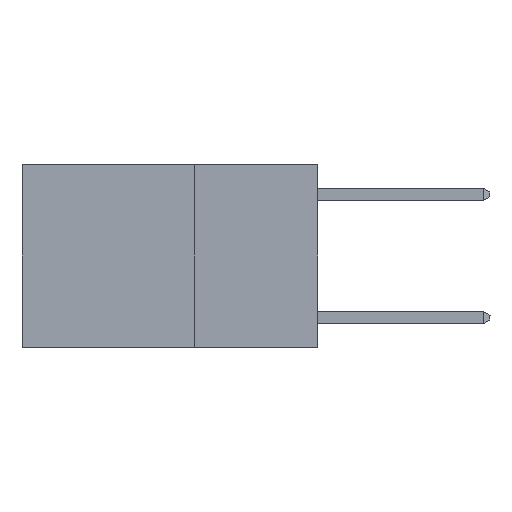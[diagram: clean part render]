
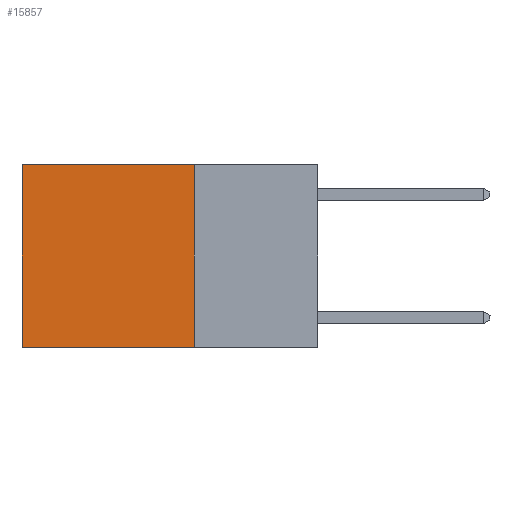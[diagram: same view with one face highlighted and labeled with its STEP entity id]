
A CAD part, left-side view. The second image highlights one B-rep face of the part: STEP entity #15857.
In plain terms, the highlighted planar face has unit normal (-1, 0, 0).
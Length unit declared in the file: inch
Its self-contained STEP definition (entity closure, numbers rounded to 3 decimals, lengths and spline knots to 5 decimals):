
#62 = CARTESIAN_POINT ( 'NONE',  ( 0.2625, 0.25, 0. ) ) ;
#232 = VERTEX_POINT ( 'NONE', #62 ) ;
#802 = AXIS2_PLACEMENT_3D ( 'NONE', #6489, #8306, #19670 ) ;
#962 = DIRECTION ( 'NONE',  ( 0., 0., -1. ) ) ;
#1134 = VECTOR ( 'NONE', #21015, 39.37008 ) ;
#1850 = EDGE_LOOP ( 'NONE', ( #2705, #17144, #17861, #13495 ) ) ;
#2175 = CARTESIAN_POINT ( 'NONE',  ( 0.2625, 0.6, 0. ) ) ;
#2252 = FACE_OUTER_BOUND ( 'NONE', #1850, .T. ) ;
#2504 = EDGE_CURVE ( 'NONE', #9259, #19310, #7776, .T. ) ;
#2624 = EDGE_CURVE ( 'NONE', #232, #5958, #14459, .T. ) ;
#2701 = LINE ( 'NONE', #3968, #15452 ) ;
#2705 = ORIENTED_EDGE ( 'NONE', *, *, #2504, .T. ) ;
#3002 = CARTESIAN_POINT ( 'NONE',  ( 0.2625, 0.25, -0.37 ) ) ;
#3869 = EDGE_CURVE ( 'NONE', #5958, #19310, #18232, .T. ) ;
#3968 = CARTESIAN_POINT ( 'NONE',  ( 0.2625, 0.25, 0. ) ) ;
#5611 = VECTOR ( 'NONE', #19498, 39.37008 ) ;
#5958 = VERTEX_POINT ( 'NONE', #21000 ) ;
#6489 = CARTESIAN_POINT ( 'NONE',  ( 0.2625, 0.25, 0. ) ) ;
#6564 = PLANE ( 'NONE',  #802 ) ;
#7776 = LINE ( 'NONE', #11077, #16513 ) ;
#8306 = DIRECTION ( 'NONE',  ( 1., 0., 0. ) ) ;
#9259 = VERTEX_POINT ( 'NONE', #2175 ) ;
#11077 = CARTESIAN_POINT ( 'NONE',  ( 0.2625, 0.6, 0. ) ) ;
#11722 = CARTESIAN_POINT ( 'NONE',  ( 0.2625, 0.6, -0.37 ) ) ;
#13495 = ORIENTED_EDGE ( 'NONE', *, *, #17675, .T. ) ;
#14459 = LINE ( 'NONE', #17795, #1134 ) ;
#15452 = VECTOR ( 'NONE', #20300, 39.37008 ) ;
#15857 = ADVANCED_FACE ( 'NONE', ( #2252 ), #6564, .F. ) ;
#16513 = VECTOR ( 'NONE', #962, 39.37008 ) ;
#17144 = ORIENTED_EDGE ( 'NONE', *, *, #3869, .F. ) ;
#17675 = EDGE_CURVE ( 'NONE', #232, #9259, #2701, .T. ) ;
#17795 = CARTESIAN_POINT ( 'NONE',  ( 0.2625, 0.25, 0. ) ) ;
#17861 = ORIENTED_EDGE ( 'NONE', *, *, #2624, .F. ) ;
#18232 = LINE ( 'NONE', #3002, #5611 ) ;
#19310 = VERTEX_POINT ( 'NONE', #11722 ) ;
#19498 = DIRECTION ( 'NONE',  ( 0., 1., 0. ) ) ;
#19670 = DIRECTION ( 'NONE',  ( 0., 0., -1. ) ) ;
#20300 = DIRECTION ( 'NONE',  ( 0., 1., 0. ) ) ;
#21000 = CARTESIAN_POINT ( 'NONE',  ( 0.2625, 0.25, -0.37 ) ) ;
#21015 = DIRECTION ( 'NONE',  ( 0., 0., -1. ) ) ;
